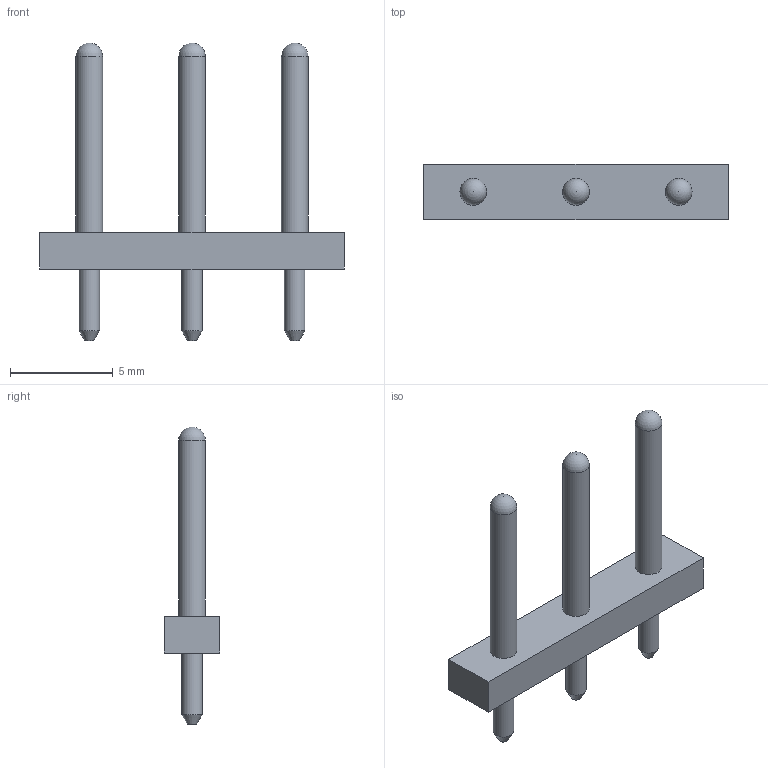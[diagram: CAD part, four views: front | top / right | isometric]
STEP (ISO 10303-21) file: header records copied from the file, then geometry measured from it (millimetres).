
FILE_DESCRIPTION( ( '' ), ' ' );
FILE_NAME( '59e8c9fd5b0d660fb3d36781.step', '2017-10-19T15:52:05', ( '' ), ( '' ), ' ', ' ', ' ' );
FILE_SCHEMA( ( 'AUTOMOTIVE_DESIGN { 1 0 10303 214 1 1 1 1 }' ) );
Length unit declared in the file: metre
Products named in the file (1): 1
Bounding box: 14.8 x 2.7 x 14.5 mm (x, y, z)
Volume: 115.4 mm3; surface area: 281.9 mm2
Topology: 1 solids, 1 shells, 21 faces, 45 edges, 29 vertices
Faces by surface type: plane 9, cylinder 6, sphere 3, cone 3
Full cylindrical faces by diameter (mm): 1 x3, 1.3 x3
Entity records: 652 total; most frequent: DIRECTION 86, CARTESIAN_POINT 75, ORIENTED_EDGE 54, AXIS2_PLACEMENT_3D 37, EDGE_LOOP 36, FACE_OUTER_BOUND 27, EDGE_CURVE 27, VERTEX_POINT 26
